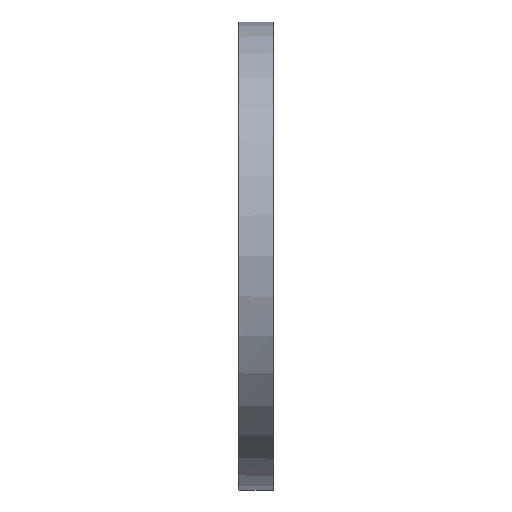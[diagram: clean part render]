
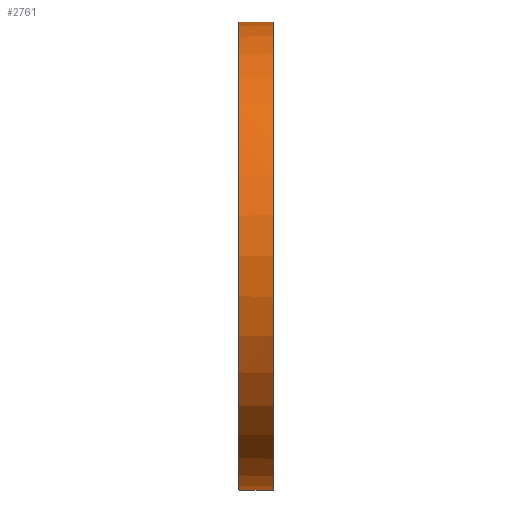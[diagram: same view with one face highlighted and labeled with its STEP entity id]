
A CAD part, left-side view. The second image highlights one B-rep face of the part: STEP entity #2761.
In plain terms, the highlighted cylindrical face has radius 184.15 mm (diameter 368.3 mm), a partial arc.
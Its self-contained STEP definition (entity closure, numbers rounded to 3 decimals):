
#364 = CARTESIAN_POINT ( 'NONE',  ( 0., -20.091, 0. ) ) ;
#528 = CARTESIAN_POINT ( 'NONE',  ( 0., 26.7, 0. ) ) ;
#793 = DIRECTION ( 'NONE',  ( 0., -1., 0. ) ) ;
#811 = AXIS2_PLACEMENT_3D ( 'NONE', #4492, #793, #5092 ) ;
#892 = CARTESIAN_POINT ( 'NONE',  ( -1.5, 26.7, -184.144 ) ) ;
#905 = LINE ( 'NONE', #6547, #2342 ) ;
#976 = CARTESIAN_POINT ( 'NONE',  ( 0., 0.5, 0. ) ) ;
#1015 = ORIENTED_EDGE ( 'NONE', *, *, #1560, .T. ) ;
#1047 = VECTOR ( 'NONE', #4454, 1000. ) ;
#1144 = CIRCLE ( 'NONE', #6171, 184.15 ) ;
#1159 = DIRECTION ( 'NONE',  ( 0., 0., -1. ) ) ;
#1166 = CARTESIAN_POINT ( 'NONE',  ( 0., 26.7, -184.15 ) ) ;
#1178 = DIRECTION ( 'NONE',  ( 0., -1., 0. ) ) ;
#1307 = EDGE_CURVE ( 'NONE', #6856, #5477, #1144, .T. ) ;
#1429 = EDGE_CURVE ( 'NONE', #6717, #2847, #5676, .T. ) ;
#1485 = VERTEX_POINT ( 'NONE', #3127 ) ;
#1539 = CIRCLE ( 'NONE', #7059, 184.15 ) ;
#1560 = EDGE_CURVE ( 'NONE', #5477, #1485, #7404, .T. ) ;
#1599 = DIRECTION ( 'NONE',  ( 0., 0., 1. ) ) ;
#1887 = EDGE_LOOP ( 'NONE', ( #3035, #6461, #4969, #7145, #3971, #4228, #1015, #6895 ) ) ;
#1903 = DIRECTION ( 'NONE',  ( 0., 1., 0. ) ) ;
#2006 = VECTOR ( 'NONE', #1903, 1000. ) ;
#2342 = VECTOR ( 'NONE', #2883, 1000. ) ;
#2427 = AXIS2_PLACEMENT_3D ( 'NONE', #4860, #1178, #5473 ) ;
#2450 = CYLINDRICAL_SURFACE ( 'NONE', #3330, 184.15 ) ;
#2509 = CIRCLE ( 'NONE', #2427, 184.15 ) ;
#2761 = ADVANCED_FACE ( 'NONE', ( #4292 ), #2450, .T. ) ;
#2847 = VERTEX_POINT ( 'NONE', #7410 ) ;
#2883 = DIRECTION ( 'NONE',  ( 0., -1., 0. ) ) ;
#3035 = ORIENTED_EDGE ( 'NONE', *, *, #3515, .F. ) ;
#3127 = CARTESIAN_POINT ( 'NONE',  ( 0., 0.5, -184.15 ) ) ;
#3330 = AXIS2_PLACEMENT_3D ( 'NONE', #364, #7139, #7754 ) ;
#3373 = EDGE_CURVE ( 'NONE', #6312, #6717, #6576, .T. ) ;
#3515 = EDGE_CURVE ( 'NONE', #6312, #7847, #905, .T. ) ;
#3658 = EDGE_CURVE ( 'NONE', #4029, #6856, #6669, .T. ) ;
#3971 = ORIENTED_EDGE ( 'NONE', *, *, #3658, .T. ) ;
#4029 = VERTEX_POINT ( 'NONE', #7244 ) ;
#4228 = ORIENTED_EDGE ( 'NONE', *, *, #1307, .T. ) ;
#4292 = FACE_OUTER_BOUND ( 'NONE', #1887, .T. ) ;
#4454 = DIRECTION ( 'NONE',  ( 0., -1., 0. ) ) ;
#4492 = CARTESIAN_POINT ( 'NONE',  ( 0., 26.7, 0. ) ) ;
#4836 = DIRECTION ( 'NONE',  ( 0., -1., 0. ) ) ;
#4860 = CARTESIAN_POINT ( 'NONE',  ( 0., 27.5, 0. ) ) ;
#4969 = ORIENTED_EDGE ( 'NONE', *, *, #1429, .T. ) ;
#5060 = CARTESIAN_POINT ( 'NONE',  ( -1.5, 26.7, 184.144 ) ) ;
#5092 = DIRECTION ( 'NONE',  ( 0., 0., -1. ) ) ;
#5281 = DIRECTION ( 'NONE',  ( 0., 1., 0. ) ) ;
#5435 = CARTESIAN_POINT ( 'NONE',  ( -1.5, -20.091, -184.144 ) ) ;
#5473 = DIRECTION ( 'NONE',  ( 0., 0., -1. ) ) ;
#5477 = VERTEX_POINT ( 'NONE', #1166 ) ;
#5595 = CARTESIAN_POINT ( 'NONE',  ( -1.5, -20.091, 184.144 ) ) ;
#5638 = CARTESIAN_POINT ( 'NONE',  ( 0., 0.5, 184.15 ) ) ;
#5676 = LINE ( 'NONE', #5595, #2006 ) ;
#6076 = DIRECTION ( 'NONE',  ( 0., -1., 0. ) ) ;
#6107 = EDGE_CURVE ( 'NONE', #1485, #7847, #1539, .T. ) ;
#6171 = AXIS2_PLACEMENT_3D ( 'NONE', #528, #4836, #1159 ) ;
#6290 = VECTOR ( 'NONE', #6076, 1000. ) ;
#6312 = VERTEX_POINT ( 'NONE', #7947 ) ;
#6461 = ORIENTED_EDGE ( 'NONE', *, *, #3373, .T. ) ;
#6547 = CARTESIAN_POINT ( 'NONE',  ( 0., -20.091, 184.15 ) ) ;
#6576 = CIRCLE ( 'NONE', #811, 184.15 ) ;
#6669 = LINE ( 'NONE', #5435, #6290 ) ;
#6717 = VERTEX_POINT ( 'NONE', #5060 ) ;
#6856 = VERTEX_POINT ( 'NONE', #892 ) ;
#6895 = ORIENTED_EDGE ( 'NONE', *, *, #6107, .T. ) ;
#7059 = AXIS2_PLACEMENT_3D ( 'NONE', #976, #5281, #1599 ) ;
#7139 = DIRECTION ( 'NONE',  ( 0., -1., 0. ) ) ;
#7145 = ORIENTED_EDGE ( 'NONE', *, *, #7459, .T. ) ;
#7244 = CARTESIAN_POINT ( 'NONE',  ( -1.5, 27.5, -184.144 ) ) ;
#7404 = LINE ( 'NONE', #7521, #1047 ) ;
#7410 = CARTESIAN_POINT ( 'NONE',  ( -1.5, 27.5, 184.144 ) ) ;
#7459 = EDGE_CURVE ( 'NONE', #2847, #4029, #2509, .T. ) ;
#7521 = CARTESIAN_POINT ( 'NONE',  ( 0., -20.091, -184.15 ) ) ;
#7754 = DIRECTION ( 'NONE',  ( 0., 0., -1. ) ) ;
#7847 = VERTEX_POINT ( 'NONE', #5638 ) ;
#7947 = CARTESIAN_POINT ( 'NONE',  ( 0., 26.7, 184.15 ) ) ;
